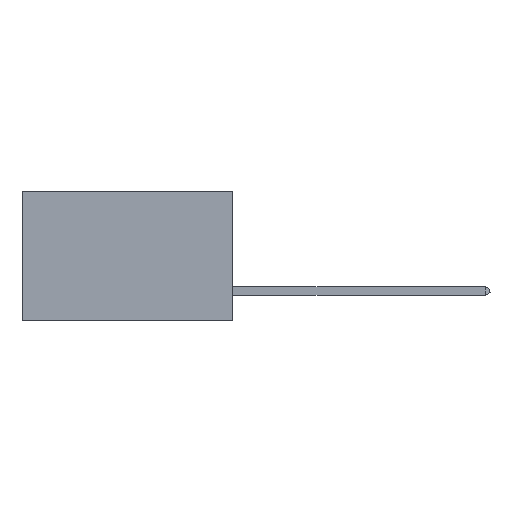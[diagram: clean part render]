
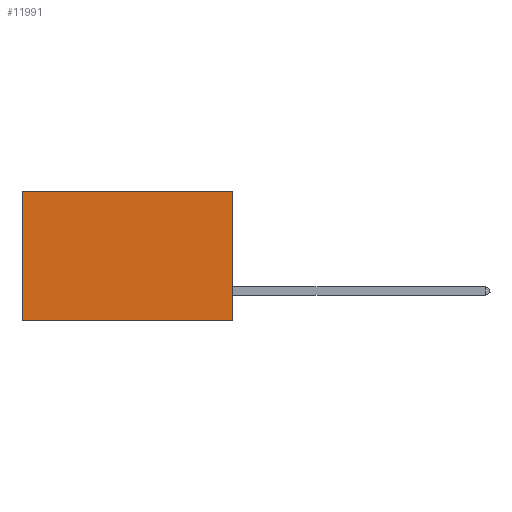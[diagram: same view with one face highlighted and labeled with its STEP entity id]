
A CAD part, left-side view. The second image highlights one B-rep face of the part: STEP entity #11991.
In plain terms, the highlighted planar face has unit normal (-1, 0, 0).
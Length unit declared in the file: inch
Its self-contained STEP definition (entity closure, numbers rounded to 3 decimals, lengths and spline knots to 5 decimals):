
#1297 = EDGE_CURVE ( 'NONE', #15937, #8993, #24509, .T. ) ;
#1544 = LINE ( 'NONE', #28043, #27504 ) ;
#2027 = EDGE_CURVE ( 'NONE', #4587, #8993, #20714, .T. ) ;
#2560 = CARTESIAN_POINT ( 'NONE',  ( 0.2875, 0., 0. ) ) ;
#3316 = VECTOR ( 'NONE', #4682, 39.37008 ) ;
#4388 = VECTOR ( 'NONE', #13456, 39.37008 ) ;
#4585 = CARTESIAN_POINT ( 'NONE',  ( 0.2875, 0., -0.37 ) ) ;
#4587 = VERTEX_POINT ( 'NONE', #23241 ) ;
#4682 = DIRECTION ( 'NONE',  ( 0., 1., 0. ) ) ;
#4728 = DIRECTION ( 'NONE',  ( 0., 0., -1. ) ) ;
#4775 = DIRECTION ( 'NONE',  ( 0., 1., 0. ) ) ;
#4998 = ORIENTED_EDGE ( 'NONE', *, *, #1297, .T. ) ;
#8019 = ORIENTED_EDGE ( 'NONE', *, *, #2027, .F. ) ;
#8059 = FACE_OUTER_BOUND ( 'NONE', #13416, .T. ) ;
#8981 = CARTESIAN_POINT ( 'NONE',  ( 0.2875, 0., 0. ) ) ;
#8993 = VERTEX_POINT ( 'NONE', #13707 ) ;
#10365 = CARTESIAN_POINT ( 'NONE',  ( 0.2875, 0., 0. ) ) ;
#11034 = CARTESIAN_POINT ( 'NONE',  ( 0.2875, 0.6, 0. ) ) ;
#11188 = ORIENTED_EDGE ( 'NONE', *, *, #24350, .F. ) ;
#11991 = ADVANCED_FACE ( 'NONE', ( #8059 ), #15216, .F. ) ;
#13024 = CARTESIAN_POINT ( 'NONE',  ( 0.2875, 0.6, 0. ) ) ;
#13416 = EDGE_LOOP ( 'NONE', ( #4998, #8019, #11188, #13421 ) ) ;
#13421 = ORIENTED_EDGE ( 'NONE', *, *, #22624, .T. ) ;
#13456 = DIRECTION ( 'NONE',  ( 0., 0., -1. ) ) ;
#13707 = CARTESIAN_POINT ( 'NONE',  ( 0.2875, 0.6, -0.37 ) ) ;
#15050 = VERTEX_POINT ( 'NONE', #10365 ) ;
#15216 = PLANE ( 'NONE',  #24088 ) ;
#15937 = VERTEX_POINT ( 'NONE', #13024 ) ;
#17761 = DIRECTION ( 'NONE',  ( 1., 0., 0. ) ) ;
#20714 = LINE ( 'NONE', #4585, #3316 ) ;
#22624 = EDGE_CURVE ( 'NONE', #15050, #15937, #25853, .T. ) ;
#23241 = CARTESIAN_POINT ( 'NONE',  ( 0.2875, 0., -0.37 ) ) ;
#23415 = VECTOR ( 'NONE', #4775, 39.37008 ) ;
#24088 = AXIS2_PLACEMENT_3D ( 'NONE', #8981, #17761, #4728 ) ;
#24350 = EDGE_CURVE ( 'NONE', #15050, #4587, #1544, .T. ) ;
#24509 = LINE ( 'NONE', #11034, #4388 ) ;
#25555 = DIRECTION ( 'NONE',  ( 0., 0., -1. ) ) ;
#25853 = LINE ( 'NONE', #2560, #23415 ) ;
#27504 = VECTOR ( 'NONE', #25555, 39.37008 ) ;
#28043 = CARTESIAN_POINT ( 'NONE',  ( 0.2875, 0., 0. ) ) ;
